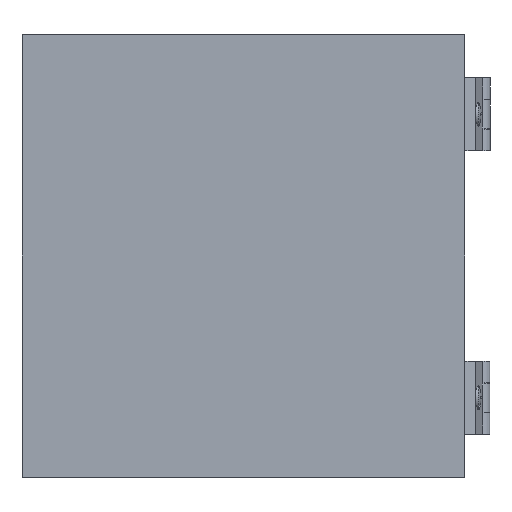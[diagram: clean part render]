
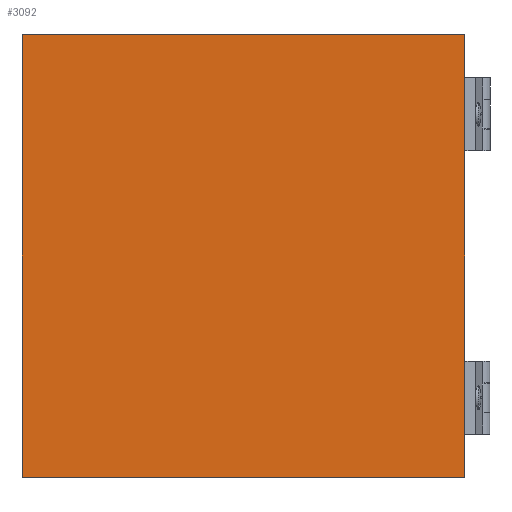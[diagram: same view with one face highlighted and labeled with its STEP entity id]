
A CAD part, front view. The second image highlights one B-rep face of the part: STEP entity #3092.
In plain terms, the highlighted planar face has unit normal (0, -1, 0).
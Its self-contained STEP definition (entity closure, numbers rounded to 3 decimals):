
#871 = VERTEX_POINT ( 'NONE', #23473 ) ;
#2469 = DIRECTION ( 'NONE',  ( 0., 0., -1. ) ) ;
#2724 = VERTEX_POINT ( 'NONE', #16689 ) ;
#3092 = ADVANCED_FACE ( 'NONE', ( #15300 ), #9592, .T. ) ;
#3149 = CARTESIAN_POINT ( 'NONE',  ( 150., 0., 0. ) ) ;
#3693 = DIRECTION ( 'NONE',  ( 1., 0., 0. ) ) ;
#3810 = CARTESIAN_POINT ( 'NONE',  ( 0., 0., 150. ) ) ;
#4039 = VERTEX_POINT ( 'NONE', #15578 ) ;
#4052 = LINE ( 'NONE', #3810, #15883 ) ;
#4508 = CARTESIAN_POINT ( 'NONE',  ( 0., 0., 0. ) ) ;
#7496 = VECTOR ( 'NONE', #2469, 1000. ) ;
#7685 = DIRECTION ( 'NONE',  ( 0., -1., 0. ) ) ;
#8018 = EDGE_CURVE ( 'NONE', #4039, #2724, #11849, .T. ) ;
#8456 = AXIS2_PLACEMENT_3D ( 'NONE', #13292, #7685, #14949 ) ;
#9458 = EDGE_CURVE ( 'NONE', #871, #19337, #20829, .T. ) ;
#9592 = PLANE ( 'NONE',  #8456 ) ;
#9793 = ORIENTED_EDGE ( 'NONE', *, *, #8018, .F. ) ;
#10322 = ORIENTED_EDGE ( 'NONE', *, *, #9458, .F. ) ;
#10409 = DIRECTION ( 'NONE',  ( -1., 0., 0. ) ) ;
#10773 = EDGE_CURVE ( 'NONE', #2724, #871, #14870, .T. ) ;
#10814 = CARTESIAN_POINT ( 'NONE',  ( 0., 0., 150. ) ) ;
#10964 = VECTOR ( 'NONE', #11982, 1000. ) ;
#11757 = VECTOR ( 'NONE', #10409, 1000. ) ;
#11849 = LINE ( 'NONE', #18774, #7496 ) ;
#11982 = DIRECTION ( 'NONE',  ( 0., 0., 1. ) ) ;
#12339 = ORIENTED_EDGE ( 'NONE', *, *, #18270, .F. ) ;
#13292 = CARTESIAN_POINT ( 'NONE',  ( 0., 0., 0. ) ) ;
#14375 = ORIENTED_EDGE ( 'NONE', *, *, #10773, .F. ) ;
#14870 = LINE ( 'NONE', #3149, #11757 ) ;
#14949 = DIRECTION ( 'NONE',  ( 0., 0., -1. ) ) ;
#15300 = FACE_OUTER_BOUND ( 'NONE', #18434, .T. ) ;
#15578 = CARTESIAN_POINT ( 'NONE',  ( 150., 0., 150. ) ) ;
#15883 = VECTOR ( 'NONE', #3693, 1000. ) ;
#16689 = CARTESIAN_POINT ( 'NONE',  ( 150., 0., 0. ) ) ;
#18270 = EDGE_CURVE ( 'NONE', #19337, #4039, #4052, .T. ) ;
#18434 = EDGE_LOOP ( 'NONE', ( #14375, #9793, #12339, #10322 ) ) ;
#18774 = CARTESIAN_POINT ( 'NONE',  ( 150., 0., 150. ) ) ;
#19337 = VERTEX_POINT ( 'NONE', #10814 ) ;
#20829 = LINE ( 'NONE', #4508, #10964 ) ;
#23473 = CARTESIAN_POINT ( 'NONE',  ( 0., 0., 0. ) ) ;
